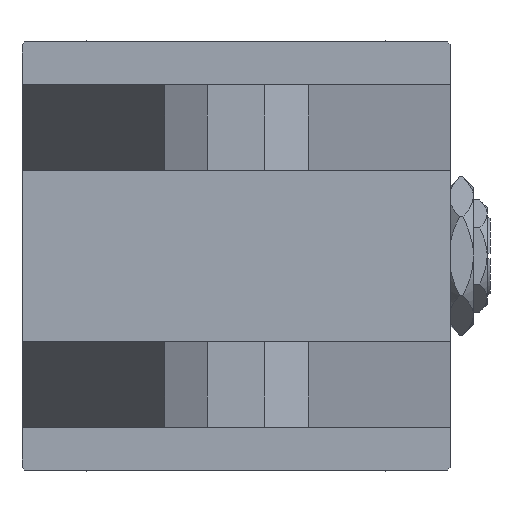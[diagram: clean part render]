
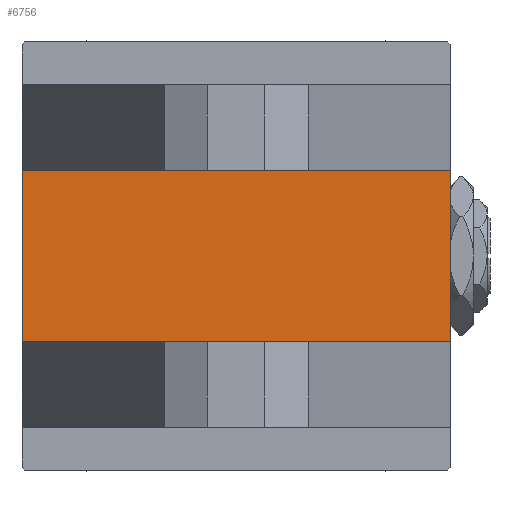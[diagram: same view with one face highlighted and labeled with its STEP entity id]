
A CAD part, left-side view. The second image highlights one B-rep face of the part: STEP entity #6756.
In plain terms, the highlighted planar face has unit normal (-1, 0, 0).
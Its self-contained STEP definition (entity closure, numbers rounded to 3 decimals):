
#721 = VECTOR ( 'NONE', #50350, 1000. ) ;
#3090 = CARTESIAN_POINT ( 'NONE',  ( 0., 15., -37.5 ) ) ;
#6680 = LINE ( 'NONE', #32363, #39952 ) ;
#6756 = ADVANCED_FACE ( 'NONE', ( #28550 ), #13056, .T. ) ;
#7232 = EDGE_CURVE ( 'NONE', #36586, #45103, #6680, .T. ) ;
#8437 = CARTESIAN_POINT ( 'NONE',  ( 0., 37.5, 37.5 ) ) ;
#9718 = AXIS2_PLACEMENT_3D ( 'NONE', #20675, #12552, #29053 ) ;
#11614 = EDGE_CURVE ( 'NONE', #32723, #24201, #36177, .T. ) ;
#11799 = CARTESIAN_POINT ( 'NONE',  ( 0., -15., 37.5 ) ) ;
#12552 = DIRECTION ( 'NONE',  ( -1., 0., 0. ) ) ;
#13056 = PLANE ( 'NONE',  #9718 ) ;
#14422 = EDGE_LOOP ( 'NONE', ( #38210, #16388, #23961, #37519 ) ) ;
#15792 = CARTESIAN_POINT ( 'NONE',  ( 0., -15., -37.5 ) ) ;
#16230 = CARTESIAN_POINT ( 'NONE',  ( 0., -15., 37.5 ) ) ;
#16388 = ORIENTED_EDGE ( 'NONE', *, *, #11614, .F. ) ;
#20675 = CARTESIAN_POINT ( 'NONE',  ( 0., 0., 0. ) ) ;
#20680 = DIRECTION ( 'NONE',  ( 0., 0., -1. ) ) ;
#22290 = VECTOR ( 'NONE', #50568, 1000. ) ;
#23961 = ORIENTED_EDGE ( 'NONE', *, *, #31758, .F. ) ;
#24201 = VERTEX_POINT ( 'NONE', #15792 ) ;
#25684 = EDGE_CURVE ( 'NONE', #45103, #24201, #47414, .T. ) ;
#26688 = VECTOR ( 'NONE', #20680, 1000. ) ;
#27908 = DIRECTION ( 'NONE',  ( 0., 0., -1. ) ) ;
#28362 = LINE ( 'NONE', #8437, #721 ) ;
#28550 = FACE_OUTER_BOUND ( 'NONE', #14422, .T. ) ;
#29053 = DIRECTION ( 'NONE',  ( 0., 0., 1. ) ) ;
#31699 = CARTESIAN_POINT ( 'NONE',  ( 0., 37.5, -37.5 ) ) ;
#31758 = EDGE_CURVE ( 'NONE', #36586, #32723, #28362, .T. ) ;
#32363 = CARTESIAN_POINT ( 'NONE',  ( 0., 15., 37.5 ) ) ;
#32723 = VERTEX_POINT ( 'NONE', #11799 ) ;
#36177 = LINE ( 'NONE', #16230, #26688 ) ;
#36586 = VERTEX_POINT ( 'NONE', #37932 ) ;
#37519 = ORIENTED_EDGE ( 'NONE', *, *, #7232, .T. ) ;
#37932 = CARTESIAN_POINT ( 'NONE',  ( 0., 15., 37.5 ) ) ;
#38210 = ORIENTED_EDGE ( 'NONE', *, *, #25684, .T. ) ;
#39952 = VECTOR ( 'NONE', #27908, 1000. ) ;
#45103 = VERTEX_POINT ( 'NONE', #3090 ) ;
#47414 = LINE ( 'NONE', #31699, #22290 ) ;
#50350 = DIRECTION ( 'NONE',  ( 0., -1., 0. ) ) ;
#50568 = DIRECTION ( 'NONE',  ( 0., -1., 0. ) ) ;
